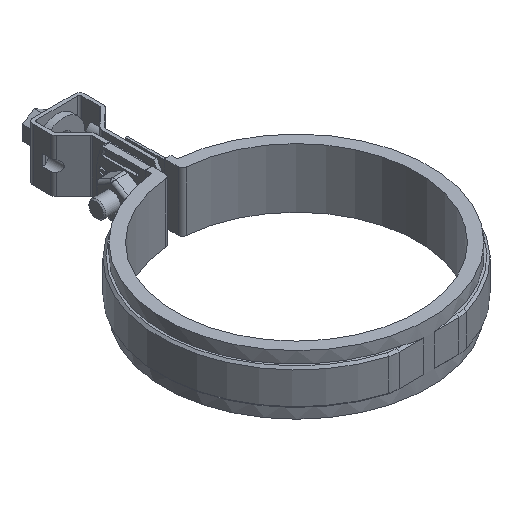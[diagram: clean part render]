
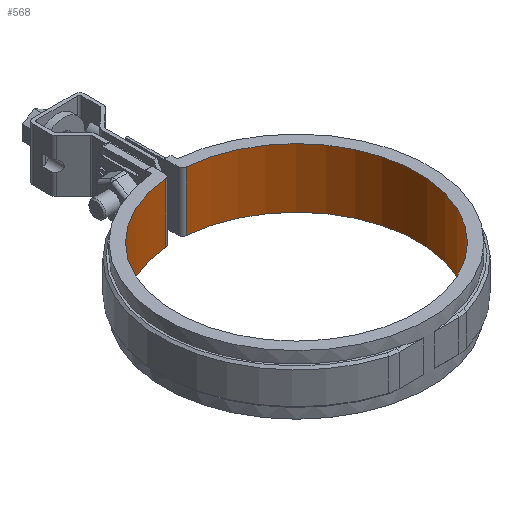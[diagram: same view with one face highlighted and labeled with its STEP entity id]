
A CAD part, isometric view. The second image highlights one B-rep face of the part: STEP entity #568.
In plain terms, the highlighted cylindrical face has radius 57 mm (diameter 114 mm), a partial arc.
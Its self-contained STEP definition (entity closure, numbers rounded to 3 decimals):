
#568 = ADVANCED_FACE( '', ( #1031 ), #1032, .F. );
#1031 = FACE_OUTER_BOUND( '', #2319, .T. );
#1032 = CYLINDRICAL_SURFACE( '', #2320, 57. );
#2319 = EDGE_LOOP( '', ( #4791, #4792, #4793, #4794 ) );
#2320 = AXIS2_PLACEMENT_3D( '', #4795, #4796, #4797 );
#4791 = ORIENTED_EDGE( '', *, *, #7067, .F. );
#4792 = ORIENTED_EDGE( '', *, *, #6962, .F. );
#4793 = ORIENTED_EDGE( '', *, *, #7068, .T. );
#4794 = ORIENTED_EDGE( '', *, *, #7064, .T. );
#4795 = CARTESIAN_POINT( '', ( 0., 0., -14. ) );
#4796 = DIRECTION( '', ( 0., 0., -1. ) );
#4797 = DIRECTION( '', ( -0.085, -0.996, 0. ) );
#6962 = EDGE_CURVE( '', #8087, #8083, #8089, .T. );
#7064 = EDGE_CURVE( '', #8249, #8246, #8250, .T. );
#7067 = EDGE_CURVE( '', #8083, #8246, #8254, .T. );
#7068 = EDGE_CURVE( '', #8087, #8249, #8255, .T. );
#8083 = VERTEX_POINT( '', #11803 );
#8087 = VERTEX_POINT( '', #11808 );
#8089 = LINE( '', #11810, #11811 );
#8246 = VERTEX_POINT( '', #12089 );
#8249 = VERTEX_POINT( '', #12092 );
#8250 = LINE( '', #12093, #12094 );
#8254 = CIRCLE( '', #12099, 57. );
#8255 = CIRCLE( '', #12100, 57. );
#11803 = CARTESIAN_POINT( '', ( 4.831, 56.795, 14. ) );
#11808 = CARTESIAN_POINT( '', ( 4.831, 56.795, -14. ) );
#11810 = CARTESIAN_POINT( '', ( 4.831, 56.795, -14. ) );
#11811 = VECTOR( '', #13878, 1000. );
#12089 = CARTESIAN_POINT( '', ( -4.831, 56.795, 14. ) );
#12092 = CARTESIAN_POINT( '', ( -4.831, 56.795, -14. ) );
#12093 = CARTESIAN_POINT( '', ( -4.831, 56.795, -14. ) );
#12094 = VECTOR( '', #14020, 1000. );
#12099 = AXIS2_PLACEMENT_3D( '', #14025, #14026, #14027 );
#12100 = AXIS2_PLACEMENT_3D( '', #14028, #14029, #14030 );
#13878 = DIRECTION( '', ( 0., 0., 1. ) );
#14020 = DIRECTION( '', ( 0., 0., 1. ) );
#14025 = CARTESIAN_POINT( '', ( 0., 0., 14. ) );
#14026 = DIRECTION( '', ( 0., 0., -1. ) );
#14027 = DIRECTION( '', ( 1., 0., 0. ) );
#14028 = CARTESIAN_POINT( '', ( 0., 0., -14. ) );
#14029 = DIRECTION( '', ( 0., 0., -1. ) );
#14030 = DIRECTION( '', ( 1., 0., 0. ) );
